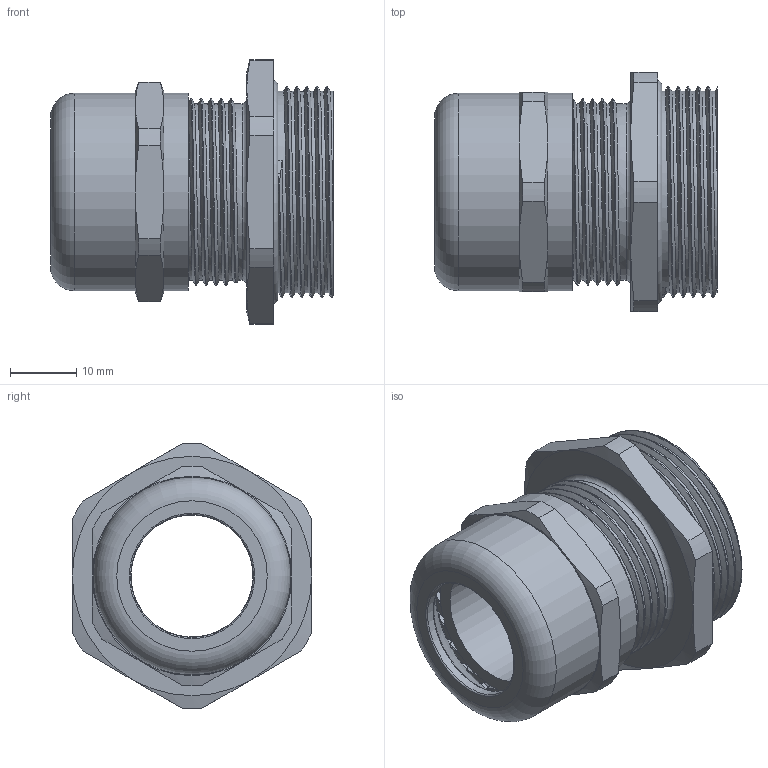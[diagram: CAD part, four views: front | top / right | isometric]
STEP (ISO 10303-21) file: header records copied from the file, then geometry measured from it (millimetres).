
FILE_DESCRIPTION(/* description */ ('Euro-Top-M 32 Edelstahl'),/* implementation_level */ '2;1');
FILE_NAME(/* name */ '90080532-RST.stp',/* time_stamp */ '2019-02-15T12:32:09+01:00',/* author */ ('sl'),/* organization */ (''),/* preprocessor_version */ 'ST-DEVELOPER v16.5',/* originating_system */ 'Autodesk Inventor 2017',/* authorisation */ '');
FILE_SCHEMA (('AUTOMOTIVE_DESIGN { 1 0 10303 214 3 1 1 }'));
Length unit declared in the file: millimetre
Products named in the file (6): 90080532; 90080532_1; 90080532_2; 90080532_3; 90080532_4; 90080532_5
Assembly tree (5 placements, depth 2):
  90080532
    90080532_1
    90080532_2
    90080532_3
    90080532_4
    90080532_5
Bounding box: 42.53 x 36 x 39.83 mm (x, y, z)
Volume: 13056.8 mm3; surface area: 17827.7 mm2
Topology: 5 solids, 5 shells, 476 faces, 1172 edges, 714 vertices
Faces by surface type: cylinder 168, plane 145, torus 61, bspline 44, cone 40, sphere 18
Full cylindrical faces by diameter (mm): 18.36 x1, 18.48 x1, 18.75 x1, 22.02 x1, 22.55 x1, 23 x1, 24.14 x1, 24.21 x1, 25.53 x1, 26.608 x6, 26.62 x1, 26.91 x9, 29.68 x2, 30.308 x5
Entity records: 18882 total; most frequent: CARTESIAN_POINT 8186, DIRECTION 2326, ORIENTED_EDGE 2154, EDGE_CURVE 1077, AXIS2_PLACEMENT_3D 966, VERTEX_POINT 666, CIRCLE 543, EDGE_LOOP 501
